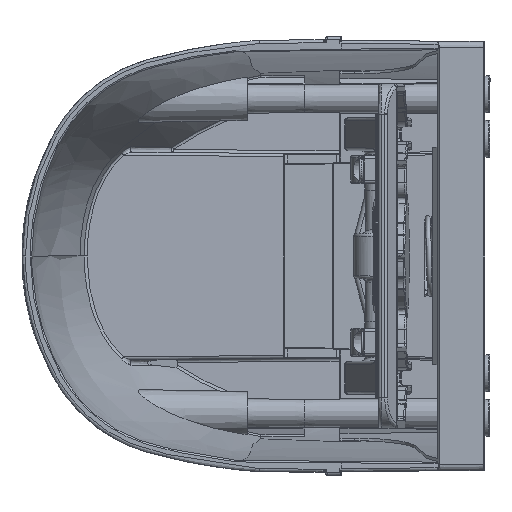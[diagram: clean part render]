
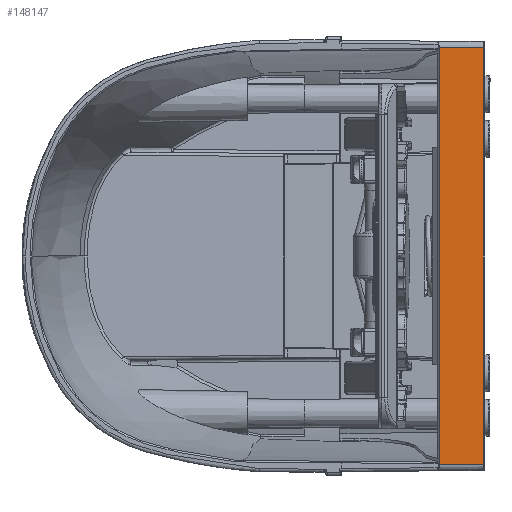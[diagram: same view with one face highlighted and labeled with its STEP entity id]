
A CAD part, left-side view. The second image highlights one B-rep face of the part: STEP entity #148147.
In plain terms, the highlighted planar face has unit normal (-1, 0, 0).
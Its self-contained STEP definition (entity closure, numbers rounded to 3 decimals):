
#10364 = DIRECTION ( 'NONE',  ( 0., 0., -1. ) ) ;
#15192 = EDGE_LOOP ( 'NONE', ( #176826, #30639, #111879, #252832 ) ) ;
#15952 = PLANE ( 'NONE',  #86698 ) ;
#16877 = CARTESIAN_POINT ( 'NONE',  ( 18.597, 124.197, 70.647 ) ) ;
#18646 = VERTEX_POINT ( 'NONE', #106947 ) ;
#24087 = EDGE_CURVE ( 'NONE', #224041, #35003, #24159, .T. ) ;
#24159 = LINE ( 'NONE', #177981, #232848 ) ;
#29335 = CARTESIAN_POINT ( 'NONE',  ( 18.597, 117.149, 205.996 ) ) ;
#30639 = ORIENTED_EDGE ( 'NONE', *, *, #210843, .F. ) ;
#35003 = VERTEX_POINT ( 'NONE', #72366 ) ;
#61863 = VECTOR ( 'NONE', #184465, 1000. ) ;
#71946 = LINE ( 'NONE', #130554, #198527 ) ;
#72366 = CARTESIAN_POINT ( 'NONE',  ( 18.597, 124.197, 206.058 ) ) ;
#76035 = DIRECTION ( 'NONE',  ( 1., 0., 0. ) ) ;
#86698 = AXIS2_PLACEMENT_3D ( 'NONE', #157363, #76035, #96336 ) ;
#89429 = DIRECTION ( 'NONE',  ( 0., -1., -0.009 ) ) ;
#92495 = EDGE_CURVE ( 'NONE', #208529, #224041, #204211, .T. ) ;
#96336 = DIRECTION ( 'NONE',  ( 0., 0., -1. ) ) ;
#106947 = CARTESIAN_POINT ( 'NONE',  ( 18.597, 109.861, 205.933 ) ) ;
#111879 = ORIENTED_EDGE ( 'NONE', *, *, #163325, .F. ) ;
#130554 = CARTESIAN_POINT ( 'NONE',  ( 18.597, 109.861, 178.352 ) ) ;
#136743 = CARTESIAN_POINT ( 'NONE',  ( 18.597, 109.861, 70.772 ) ) ;
#145401 = VECTOR ( 'NONE', #89429, 1000. ) ;
#148147 = ADVANCED_FACE ( 'NONE', ( #154958 ), #15952, .F. ) ;
#154958 = FACE_OUTER_BOUND ( 'NONE', #15192, .T. ) ;
#157363 = CARTESIAN_POINT ( 'NONE',  ( 18.597, 158.361, 208.15 ) ) ;
#163325 = EDGE_CURVE ( 'NONE', #35003, #18646, #173889, .T. ) ;
#164149 = CARTESIAN_POINT ( 'NONE',  ( 18.597, 109.861, 70.772 ) ) ;
#173889 = LINE ( 'NONE', #29335, #145401 ) ;
#176826 = ORIENTED_EDGE ( 'NONE', *, *, #92495, .F. ) ;
#177105 = DIRECTION ( 'NONE',  ( 0., 0., 1. ) ) ;
#177981 = CARTESIAN_POINT ( 'NONE',  ( 18.597, 124.197, 208.15 ) ) ;
#184465 = DIRECTION ( 'NONE',  ( 0., 1., -0.009 ) ) ;
#198527 = VECTOR ( 'NONE', #10364, 1000. ) ;
#204211 = LINE ( 'NONE', #164149, #61863 ) ;
#208529 = VERTEX_POINT ( 'NONE', #136743 ) ;
#210843 = EDGE_CURVE ( 'NONE', #18646, #208529, #71946, .T. ) ;
#224041 = VERTEX_POINT ( 'NONE', #16877 ) ;
#232848 = VECTOR ( 'NONE', #177105, 1000. ) ;
#252832 = ORIENTED_EDGE ( 'NONE', *, *, #24087, .F. ) ;
